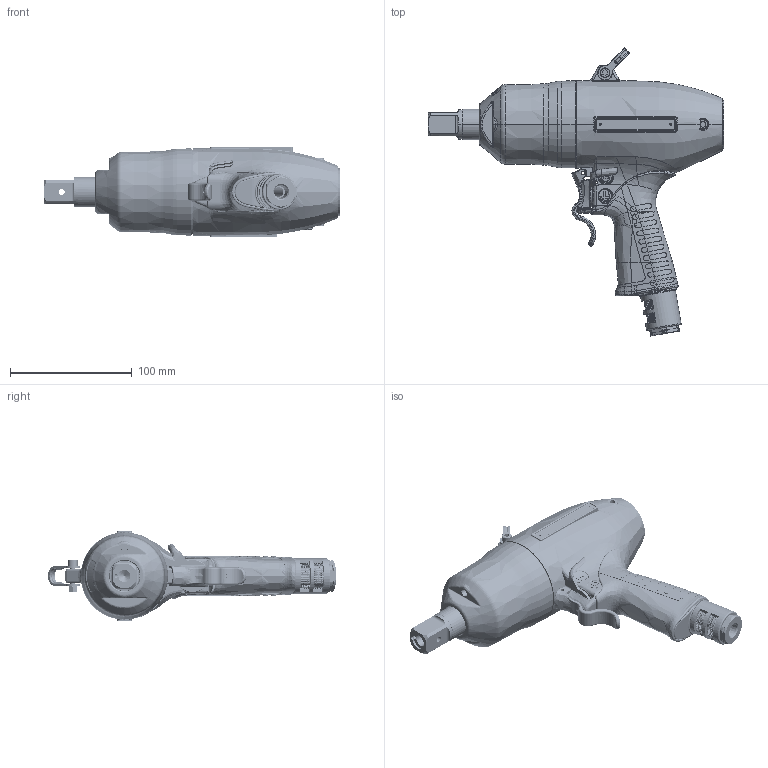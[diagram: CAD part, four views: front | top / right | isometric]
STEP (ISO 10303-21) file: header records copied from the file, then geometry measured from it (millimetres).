
FILE_DESCRIPTION((''),'2;1');
FILE_NAME('150_ASM','2019-02-20T',('Administrator'),(''),'PRO/ENGINEER BY PARAMETRIC TECHNOLOGY CORPORATION, 2010040','PRO/ENGINEER BY PARAMETRIC TECHNOLOGY CORPORATION, 2010040','');
FILE_SCHEMA(('CONFIG_CONTROL_DESIGN'));
Length unit declared in the file: millimetre
Products named in the file (18): 35240180220-BENTI_AF0_73; 1_AF0_3; 3_AF0_6; 35241380030_AF0_5; 35240720030_AF0_3; 35240730100_AF0_8; 25240690000_AF0_5; 35240120030_AF0_17; DIAOHUAN_2; DIANHUANLUOSI_2; DIAOHUANLUOMAO_1; BANJI_11; BANJIHUTAO_9; 70SHANGGAIJIAGONG_9; 35240310000_AF0_21; 35241810000_25; OBT-60PDZUHETU_ASM_44_ASM; 150_ASM
Assembly tree (17 placements, depth 3):
  150_ASM
    OBT-60PDZUHETU_ASM_44_ASM
      35240180220-BENTI_AF0_73
      1_AF0_3
      3_AF0_6
      35241380030_AF0_5
      35240720030_AF0_3
      35240730100_AF0_8
      25240690000_AF0_5
      35240120030_AF0_17
      DIAOHUAN_2
      DIANHUANLUOSI_2
      DIAOHUANLUOMAO_1
      BANJI_11
      BANJIHUTAO_9
      70SHANGGAIJIAGONG_9
      35240310000_AF0_21
      35241810000_25
Bounding box: 243.5 x 237.04 x 74 mm (x, y, z)
Volume: 355261.8 mm3; surface area: 196004.2 mm2
Topology: 16 solids, 16 shells, 5297 faces, 14682 edges, 8088 vertices
Faces by surface type: cylinder 1993, torus 1500, bspline 959, plane 418, sphere 201, cone 147, extrusion 70, revolution 9
Entity records: 241366 total; most frequent: CARTESIAN_POINT 125201, ORIENTED_EDGE 28938, DIRECTION 18243, EDGE_CURVE 14469, B_SPLINE_CURVE_WITH_KNOTS 8383, VERTEX_POINT 8088, AXIS2_PLACEMENT_3D 7689, EDGE_LOOP 5427
